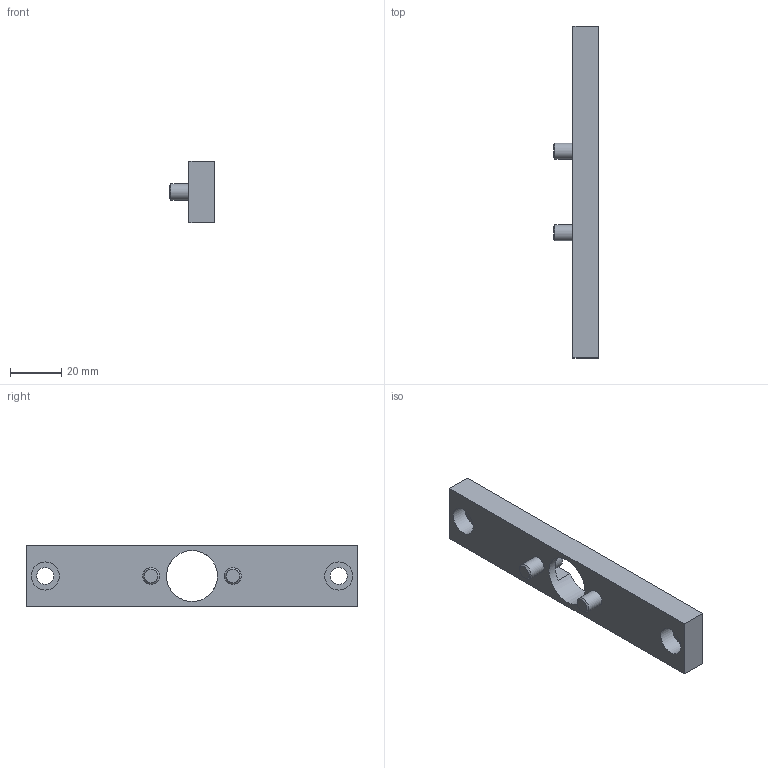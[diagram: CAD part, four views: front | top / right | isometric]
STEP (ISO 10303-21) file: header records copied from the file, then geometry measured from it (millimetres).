
FILE_DESCRIPTION(/* description */ ('STEP AP214'),/* implementation_level */ '2;1');
FILE_NAME(/* name */ '546556_FZF-1_1_4',/* time_stamp */ '2024-08-28T19:45:21+02:00',/* author */ ('License CC BY-ND 4.0'),/* organization */ ('CADENAS'),/* preprocessor_version */ 'ST-DEVELOPER v19.3',/* originating_system */ 'PARTsolutions',/* authorisation */ ' ');
FILE_SCHEMA (('AUTOMOTIVE_DESIGN {1 0 10303 214 3 1 1}'));
Length unit declared in the file: millimetre
Products named in the file (3): 546556 FZF-1-1/4---(USA); 546556 FZF-1 1/4---(USA)_p; 706995 1/4 UNC-2Ax7/16''
Assembly tree (1 placements, depth 2):
  546556 FZF-1-1/4---(USA)
    546556 FZF-1 1/4---(USA)_p
  706995 1/4 UNC-2Ax7/16''
Bounding box: 17.61 x 130 x 24 mm (x, y, z)
Volume: 26250.1 mm3; surface area: 11218 mm2
Topology: 3 solids, 3 shells, 51 faces, 113 edges, 74 vertices
Faces by surface type: plane 34, cylinder 13, cone 4
Full cylindrical faces by diameter (mm): 6.35 x2, 6.6 x4, 9.525 x2, 11 x2, 20 x1
Entity records: 1089 total; most frequent: DIRECTION 182, CARTESIAN_POINT 169, ORIENTED_EDGE 146, EDGE_CURVE 73, AXIS2_PLACEMENT_3D 68, EDGE_LOOP 62, FACE_BOUND 62, VERTEX_POINT 55
